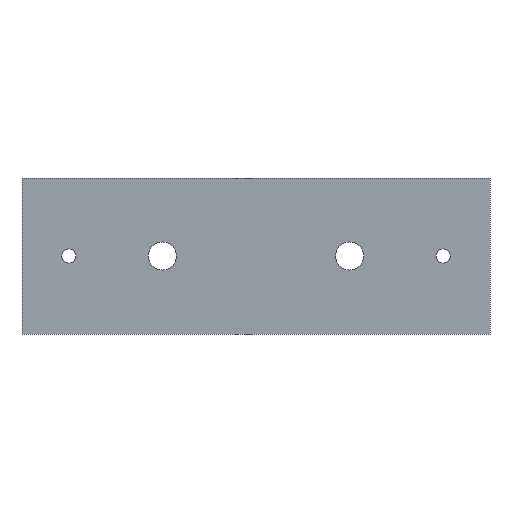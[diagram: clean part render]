
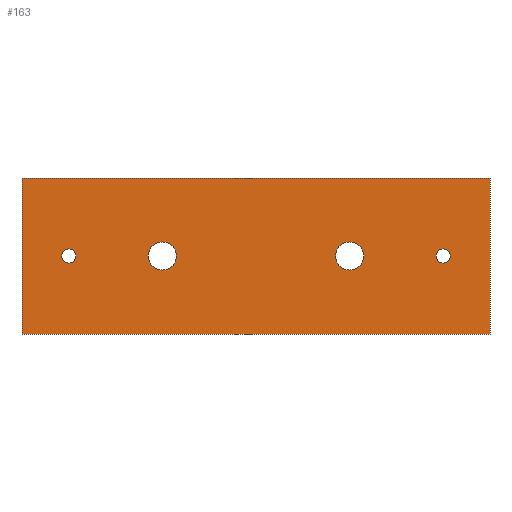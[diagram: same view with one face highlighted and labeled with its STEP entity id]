
A CAD part, left-side view. The second image highlights one B-rep face of the part: STEP entity #163.
In plain terms, the highlighted planar face has unit normal (-1, 0, 0).
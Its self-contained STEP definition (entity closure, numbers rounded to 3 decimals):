
#52=CARTESIAN_POINT('Axis2P3D Location',(0.,0.,0.)) ;
#57=CARTESIAN_POINT('Line Origine',(0.,0.289,50.)) ;
#61=CARTESIAN_POINT('Vertex',(0.,150.289,50.)) ;
#63=CARTESIAN_POINT('Vertex',(0.,-149.711,50.)) ;
#66=CARTESIAN_POINT('Line Origine',(0.,150.289,0.)) ;
#70=CARTESIAN_POINT('Vertex',(0.,150.289,-50.)) ;
#73=CARTESIAN_POINT('Line Origine',(0.,0.289,-50.)) ;
#77=CARTESIAN_POINT('Vertex',(0.,-149.711,-50.)) ;
#80=CARTESIAN_POINT('Line Origine',(0.,-149.711,0.)) ;
#91=CARTESIAN_POINT('Axis2P3D Location',(0.,-59.711,0.)) ;
#95=CARTESIAN_POINT('Vertex',(0.,-50.711,0.)) ;
#97=CARTESIAN_POINT('Vertex',(0.,-68.711,0.)) ;
#100=CARTESIAN_POINT('Axis2P3D Location',(0.,-59.711,0.)) ;
#109=CARTESIAN_POINT('Axis2P3D Location',(0.,60.289,0.)) ;
#113=CARTESIAN_POINT('Vertex',(0.,69.289,0.)) ;
#115=CARTESIAN_POINT('Vertex',(0.,51.289,0.)) ;
#118=CARTESIAN_POINT('Axis2P3D Location',(0.,60.289,0.)) ;
#127=CARTESIAN_POINT('Axis2P3D Location',(0.,120.289,0.)) ;
#131=CARTESIAN_POINT('Vertex',(0.,124.789,0.)) ;
#133=CARTESIAN_POINT('Vertex',(0.,115.789,0.)) ;
#136=CARTESIAN_POINT('Axis2P3D Location',(0.,120.289,0.)) ;
#145=CARTESIAN_POINT('Axis2P3D Location',(0.,-119.711,0.)) ;
#149=CARTESIAN_POINT('Vertex',(0.,-115.211,0.)) ;
#151=CARTESIAN_POINT('Vertex',(0.,-124.211,0.)) ;
#154=CARTESIAN_POINT('Axis2P3D Location',(0.,-119.711,0.)) ;
#53=DIRECTION('Axis2P3D Direction',(1.,0.,0.)) ;
#54=DIRECTION('Axis2P3D XDirection',(0.,1.,0.)) ;
#58=DIRECTION('Vector Direction',(0.,1.,0.)) ;
#67=DIRECTION('Vector Direction',(0.,0.,1.)) ;
#74=DIRECTION('Vector Direction',(0.,-1.,0.)) ;
#81=DIRECTION('Vector Direction',(0.,0.,-1.)) ;
#92=DIRECTION('Axis2P3D Direction',(1.,0.,0.)) ;
#101=DIRECTION('Axis2P3D Direction',(1.,0.,0.)) ;
#110=DIRECTION('Axis2P3D Direction',(1.,0.,0.)) ;
#119=DIRECTION('Axis2P3D Direction',(1.,0.,0.)) ;
#128=DIRECTION('Axis2P3D Direction',(1.,0.,0.)) ;
#137=DIRECTION('Axis2P3D Direction',(1.,0.,0.)) ;
#146=DIRECTION('Axis2P3D Direction',(1.,0.,0.)) ;
#155=DIRECTION('Axis2P3D Direction',(1.,0.,0.)) ;
#55=AXIS2_PLACEMENT_3D('Plane Axis2P3D',#52,#53,#54) ;
#93=AXIS2_PLACEMENT_3D('Circle Axis2P3D',#91,#92,$) ;
#102=AXIS2_PLACEMENT_3D('Circle Axis2P3D',#100,#101,$) ;
#111=AXIS2_PLACEMENT_3D('Circle Axis2P3D',#109,#110,$) ;
#120=AXIS2_PLACEMENT_3D('Circle Axis2P3D',#118,#119,$) ;
#129=AXIS2_PLACEMENT_3D('Circle Axis2P3D',#127,#128,$) ;
#138=AXIS2_PLACEMENT_3D('Circle Axis2P3D',#136,#137,$) ;
#147=AXIS2_PLACEMENT_3D('Circle Axis2P3D',#145,#146,$) ;
#156=AXIS2_PLACEMENT_3D('Circle Axis2P3D',#154,#155,$) ;
#86=ORIENTED_EDGE('',*,*,#65,.F.) ;
#87=ORIENTED_EDGE('',*,*,#72,.F.) ;
#88=ORIENTED_EDGE('',*,*,#79,.F.) ;
#89=ORIENTED_EDGE('',*,*,#84,.F.) ;
#106=ORIENTED_EDGE('',*,*,#99,.T.) ;
#107=ORIENTED_EDGE('',*,*,#104,.T.) ;
#124=ORIENTED_EDGE('',*,*,#117,.T.) ;
#125=ORIENTED_EDGE('',*,*,#122,.T.) ;
#142=ORIENTED_EDGE('',*,*,#135,.T.) ;
#143=ORIENTED_EDGE('',*,*,#140,.T.) ;
#160=ORIENTED_EDGE('',*,*,#153,.T.) ;
#161=ORIENTED_EDGE('',*,*,#158,.T.) ;
#108=FACE_BOUND('',#105,.T.) ;
#126=FACE_BOUND('',#123,.T.) ;
#144=FACE_BOUND('',#141,.T.) ;
#162=FACE_BOUND('',#159,.T.) ;
#59=VECTOR('Line Direction',#58,1.) ;
#68=VECTOR('Line Direction',#67,1.) ;
#75=VECTOR('Line Direction',#74,1.) ;
#82=VECTOR('Line Direction',#81,1.) ;
#163=ADVANCED_FACE('',(#90,#108,#126,#144,#162),#56,.F.) ;
#94=CIRCLE('generated circle',#93,9.) ;
#103=CIRCLE('generated circle',#102,9.) ;
#112=CIRCLE('generated circle',#111,9.) ;
#121=CIRCLE('generated circle',#120,9.) ;
#130=CIRCLE('generated circle',#129,4.5) ;
#139=CIRCLE('generated circle',#138,4.5) ;
#148=CIRCLE('generated circle',#147,4.5) ;
#157=CIRCLE('generated circle',#156,4.5) ;
#65=EDGE_CURVE('',#62,#64,#60,.F.) ;
#72=EDGE_CURVE('',#71,#62,#69,.T.) ;
#79=EDGE_CURVE('',#78,#71,#76,.F.) ;
#84=EDGE_CURVE('',#64,#78,#83,.T.) ;
#99=EDGE_CURVE('',#96,#98,#94,.T.) ;
#104=EDGE_CURVE('',#98,#96,#103,.T.) ;
#117=EDGE_CURVE('',#114,#116,#112,.T.) ;
#122=EDGE_CURVE('',#116,#114,#121,.T.) ;
#135=EDGE_CURVE('',#132,#134,#130,.T.) ;
#140=EDGE_CURVE('',#134,#132,#139,.T.) ;
#153=EDGE_CURVE('',#150,#152,#148,.T.) ;
#158=EDGE_CURVE('',#152,#150,#157,.T.) ;
#85=EDGE_LOOP('',(#86,#87,#88,#89)) ;
#105=EDGE_LOOP('',(#106,#107)) ;
#123=EDGE_LOOP('',(#124,#125)) ;
#141=EDGE_LOOP('',(#142,#143)) ;
#159=EDGE_LOOP('',(#160,#161)) ;
#90=FACE_OUTER_BOUND('',#85,.T.) ;
#60=LINE('Line',#57,#59) ;
#69=LINE('Line',#66,#68) ;
#76=LINE('Line',#73,#75) ;
#83=LINE('Line',#80,#82) ;
#56=PLANE('Plane',#55) ;
#62=VERTEX_POINT('',#61) ;
#64=VERTEX_POINT('',#63) ;
#71=VERTEX_POINT('',#70) ;
#78=VERTEX_POINT('',#77) ;
#96=VERTEX_POINT('',#95) ;
#98=VERTEX_POINT('',#97) ;
#114=VERTEX_POINT('',#113) ;
#116=VERTEX_POINT('',#115) ;
#132=VERTEX_POINT('',#131) ;
#134=VERTEX_POINT('',#133) ;
#150=VERTEX_POINT('',#149) ;
#152=VERTEX_POINT('',#151) ;
